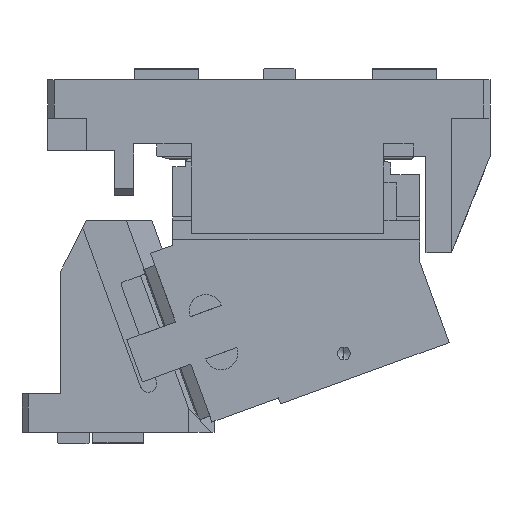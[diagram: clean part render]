
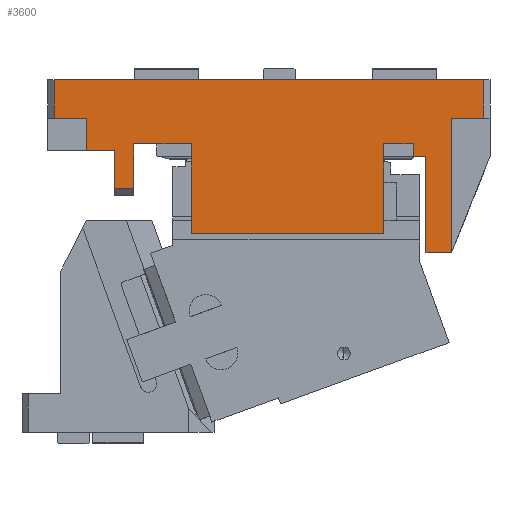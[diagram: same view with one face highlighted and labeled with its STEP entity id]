
A CAD part, front view. The second image highlights one B-rep face of the part: STEP entity #3600.
In plain terms, the highlighted planar face has unit normal (0, -1, 0).
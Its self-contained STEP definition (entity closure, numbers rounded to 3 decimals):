
#272=CARTESIAN_POINT('Line Origine',(172.5,-55.,0.)) ;
#276=CARTESIAN_POINT('Vertex',(5.,-55.,0.)) ;
#278=CARTESIAN_POINT('Vertex',(340.,-55.,0.)) ;
#1550=CARTESIAN_POINT('Vertex',(52.07,-55.,-84.999)) ;
#1564=CARTESIAN_POINT('Vertex',(67.07,-55.,-84.999)) ;
#1567=CARTESIAN_POINT('Line Origine',(59.57,-55.,-84.999)) ;
#1968=CARTESIAN_POINT('Vertex',(5.,-55.,-30.)) ;
#1971=CARTESIAN_POINT('Line Origine',(5.,-55.,-15.)) ;
#1992=CARTESIAN_POINT('Vertex',(30.,-55.,-30.)) ;
#2008=CARTESIAN_POINT('Vertex',(30.,-55.,-55.)) ;
#2011=CARTESIAN_POINT('Line Origine',(30.,-55.,-42.5)) ;
#2059=CARTESIAN_POINT('Line Origine',(17.5,-55.,-30.)) ;
#2194=CARTESIAN_POINT('Vertex',(52.07,-55.,-55.)) ;
#2197=CARTESIAN_POINT('Line Origine',(41.035,-55.,-55.)) ;
#2222=CARTESIAN_POINT('Line Origine',(52.07,-55.,-70.)) ;
#2288=CARTESIAN_POINT('Vertex',(67.07,-55.,-49.999)) ;
#2291=CARTESIAN_POINT('Line Origine',(67.07,-55.,-67.499)) ;
#2310=CARTESIAN_POINT('Line Origine',(187.07,-55.,-119.999)) ;
#2314=CARTESIAN_POINT('Vertex',(262.07,-55.,-119.999)) ;
#2316=CARTESIAN_POINT('Vertex',(112.07,-55.,-119.999)) ;
#2701=CARTESIAN_POINT('Vertex',(315.,-55.,-135.)) ;
#2717=CARTESIAN_POINT('Vertex',(315.,-55.,-30.)) ;
#2720=CARTESIAN_POINT('Line Origine',(315.,-55.,-82.5)) ;
#2743=CARTESIAN_POINT('Vertex',(340.,-55.,-30.)) ;
#2751=CARTESIAN_POINT('Line Origine',(340.,-55.,-15.)) ;
#3034=CARTESIAN_POINT('Line Origine',(327.5,-55.,-30.)) ;
#3148=CARTESIAN_POINT('Vertex',(295.07,-55.,-135.)) ;
#3156=CARTESIAN_POINT('Line Origine',(305.035,-55.,-135.)) ;
#3181=CARTESIAN_POINT('Vertex',(295.07,-55.,-59.999)) ;
#3189=CARTESIAN_POINT('Line Origine',(295.07,-55.,-97.5)) ;
#3502=CARTESIAN_POINT('Line Origine',(290.07,-55.,-59.999)) ;
#3506=CARTESIAN_POINT('Vertex',(285.07,-55.,-59.999)) ;
#3530=CARTESIAN_POINT('Line Origine',(285.07,-55.,-54.999)) ;
#3534=CARTESIAN_POINT('Vertex',(285.07,-55.,-49.999)) ;
#3549=CARTESIAN_POINT('Axis2P3D Location',(0.,-55.,0.)) ;
#3554=CARTESIAN_POINT('Line Origine',(89.57,-55.,-49.999)) ;
#3558=CARTESIAN_POINT('Vertex',(112.07,-55.,-49.999)) ;
#3561=CARTESIAN_POINT('Line Origine',(112.07,-55.,-84.999)) ;
#3566=CARTESIAN_POINT('Line Origine',(262.07,-55.,-84.999)) ;
#3570=CARTESIAN_POINT('Vertex',(262.07,-55.,-49.999)) ;
#3573=CARTESIAN_POINT('Line Origine',(273.57,-55.,-49.999)) ;
#273=DIRECTION('Vector Direction',(1.,0.,0.)) ;
#1568=DIRECTION('Vector Direction',(1.,0.,0.)) ;
#1972=DIRECTION('Vector Direction',(0.,0.,-1.)) ;
#2012=DIRECTION('Vector Direction',(0.,0.,-1.)) ;
#2060=DIRECTION('Vector Direction',(1.,0.,0.)) ;
#2198=DIRECTION('Vector Direction',(1.,0.,0.)) ;
#2223=DIRECTION('Vector Direction',(0.,0.,1.)) ;
#2292=DIRECTION('Vector Direction',(0.,0.,1.)) ;
#2311=DIRECTION('Vector Direction',(-1.,0.,0.)) ;
#2721=DIRECTION('Vector Direction',(0.,0.,-1.)) ;
#2752=DIRECTION('Vector Direction',(0.,0.,-1.)) ;
#3035=DIRECTION('Vector Direction',(-1.,0.,0.)) ;
#3157=DIRECTION('Vector Direction',(1.,0.,0.)) ;
#3190=DIRECTION('Vector Direction',(0.,0.,-1.)) ;
#3503=DIRECTION('Vector Direction',(1.,0.,0.)) ;
#3531=DIRECTION('Vector Direction',(0.,0.,-1.)) ;
#3550=DIRECTION('Axis2P3D Direction',(0.,-1.,0.)) ;
#3551=DIRECTION('Axis2P3D XDirection',(0.,0.,-1.)) ;
#3555=DIRECTION('Vector Direction',(1.,0.,0.)) ;
#3562=DIRECTION('Vector Direction',(0.,0.,1.)) ;
#3567=DIRECTION('Vector Direction',(0.,0.,-1.)) ;
#3574=DIRECTION('Vector Direction',(1.,0.,0.)) ;
#3552=AXIS2_PLACEMENT_3D('Plane Axis2P3D',#3549,#3550,#3551) ;
#3579=ORIENTED_EDGE('',*,*,#3508,.T.) ;
#3580=ORIENTED_EDGE('',*,*,#3193,.T.) ;
#3581=ORIENTED_EDGE('',*,*,#3160,.T.) ;
#3582=ORIENTED_EDGE('',*,*,#2724,.F.) ;
#3583=ORIENTED_EDGE('',*,*,#3038,.F.) ;
#3584=ORIENTED_EDGE('',*,*,#2755,.F.) ;
#3585=ORIENTED_EDGE('',*,*,#280,.F.) ;
#3586=ORIENTED_EDGE('',*,*,#1975,.T.) ;
#3587=ORIENTED_EDGE('',*,*,#2063,.T.) ;
#3588=ORIENTED_EDGE('',*,*,#2015,.T.) ;
#3589=ORIENTED_EDGE('',*,*,#2201,.T.) ;
#3590=ORIENTED_EDGE('',*,*,#2226,.F.) ;
#3591=ORIENTED_EDGE('',*,*,#1571,.T.) ;
#3592=ORIENTED_EDGE('',*,*,#2295,.T.) ;
#3593=ORIENTED_EDGE('',*,*,#3560,.T.) ;
#3594=ORIENTED_EDGE('',*,*,#3565,.F.) ;
#3595=ORIENTED_EDGE('',*,*,#2318,.F.) ;
#3596=ORIENTED_EDGE('',*,*,#3572,.F.) ;
#3597=ORIENTED_EDGE('',*,*,#3577,.T.) ;
#3598=ORIENTED_EDGE('',*,*,#3536,.T.) ;
#274=VECTOR('Line Direction',#273,1.) ;
#1569=VECTOR('Line Direction',#1568,1.) ;
#1973=VECTOR('Line Direction',#1972,1.) ;
#2013=VECTOR('Line Direction',#2012,1.) ;
#2061=VECTOR('Line Direction',#2060,1.) ;
#2199=VECTOR('Line Direction',#2198,1.) ;
#2224=VECTOR('Line Direction',#2223,1.) ;
#2293=VECTOR('Line Direction',#2292,1.) ;
#2312=VECTOR('Line Direction',#2311,1.) ;
#2722=VECTOR('Line Direction',#2721,1.) ;
#2753=VECTOR('Line Direction',#2752,1.) ;
#3036=VECTOR('Line Direction',#3035,1.) ;
#3158=VECTOR('Line Direction',#3157,1.) ;
#3191=VECTOR('Line Direction',#3190,1.) ;
#3504=VECTOR('Line Direction',#3503,1.) ;
#3532=VECTOR('Line Direction',#3531,1.) ;
#3556=VECTOR('Line Direction',#3555,1.) ;
#3563=VECTOR('Line Direction',#3562,1.) ;
#3568=VECTOR('Line Direction',#3567,1.) ;
#3575=VECTOR('Line Direction',#3574,1.) ;
#3600=ADVANCED_FACE('CAM HOLDER',(#3599),#3553,.T.) ;
#280=EDGE_CURVE('',#277,#279,#275,.T.) ;
#1571=EDGE_CURVE('',#1551,#1565,#1570,.T.) ;
#1975=EDGE_CURVE('',#277,#1969,#1974,.T.) ;
#2015=EDGE_CURVE('',#1993,#2009,#2014,.T.) ;
#2063=EDGE_CURVE('',#1969,#1993,#2062,.T.) ;
#2201=EDGE_CURVE('',#2009,#2195,#2200,.T.) ;
#2226=EDGE_CURVE('',#1551,#2195,#2225,.T.) ;
#2295=EDGE_CURVE('',#1565,#2289,#2294,.T.) ;
#2318=EDGE_CURVE('',#2315,#2317,#2313,.T.) ;
#2724=EDGE_CURVE('',#2718,#2702,#2723,.T.) ;
#2755=EDGE_CURVE('',#279,#2744,#2754,.T.) ;
#3038=EDGE_CURVE('',#2744,#2718,#3037,.T.) ;
#3160=EDGE_CURVE('',#3149,#2702,#3159,.T.) ;
#3193=EDGE_CURVE('',#3182,#3149,#3192,.T.) ;
#3508=EDGE_CURVE('',#3507,#3182,#3505,.T.) ;
#3536=EDGE_CURVE('',#3535,#3507,#3533,.T.) ;
#3560=EDGE_CURVE('',#2289,#3559,#3557,.T.) ;
#3565=EDGE_CURVE('',#2317,#3559,#3564,.T.) ;
#3572=EDGE_CURVE('',#3571,#2315,#3569,.T.) ;
#3577=EDGE_CURVE('',#3571,#3535,#3576,.T.) ;
#3578=EDGE_LOOP('',(#3579,#3580,#3581,#3582,#3583,#3584,#3585,#3586,#3587,#3588,#3589,#3590,#3591,#3592,#3593,#3594,#3595,#3596,#3597,#3598)) ;
#3599=FACE_OUTER_BOUND('',#3578,.T.) ;
#275=LINE('Line',#272,#274) ;
#1570=LINE('Line',#1567,#1569) ;
#1974=LINE('Line',#1971,#1973) ;
#2014=LINE('Line',#2011,#2013) ;
#2062=LINE('Line',#2059,#2061) ;
#2200=LINE('Line',#2197,#2199) ;
#2225=LINE('Line',#2222,#2224) ;
#2294=LINE('Line',#2291,#2293) ;
#2313=LINE('Line',#2310,#2312) ;
#2723=LINE('Line',#2720,#2722) ;
#2754=LINE('Line',#2751,#2753) ;
#3037=LINE('Line',#3034,#3036) ;
#3159=LINE('Line',#3156,#3158) ;
#3192=LINE('Line',#3189,#3191) ;
#3505=LINE('Line',#3502,#3504) ;
#3533=LINE('Line',#3530,#3532) ;
#3557=LINE('Line',#3554,#3556) ;
#3564=LINE('Line',#3561,#3563) ;
#3569=LINE('Line',#3566,#3568) ;
#3576=LINE('Line',#3573,#3575) ;
#3553=PLANE('Plane',#3552) ;
#277=VERTEX_POINT('',#276) ;
#279=VERTEX_POINT('',#278) ;
#1551=VERTEX_POINT('',#1550) ;
#1565=VERTEX_POINT('',#1564) ;
#1969=VERTEX_POINT('',#1968) ;
#1993=VERTEX_POINT('',#1992) ;
#2009=VERTEX_POINT('',#2008) ;
#2195=VERTEX_POINT('',#2194) ;
#2289=VERTEX_POINT('',#2288) ;
#2315=VERTEX_POINT('',#2314) ;
#2317=VERTEX_POINT('',#2316) ;
#2702=VERTEX_POINT('',#2701) ;
#2718=VERTEX_POINT('',#2717) ;
#2744=VERTEX_POINT('',#2743) ;
#3149=VERTEX_POINT('',#3148) ;
#3182=VERTEX_POINT('',#3181) ;
#3507=VERTEX_POINT('',#3506) ;
#3535=VERTEX_POINT('',#3534) ;
#3559=VERTEX_POINT('',#3558) ;
#3571=VERTEX_POINT('',#3570) ;
